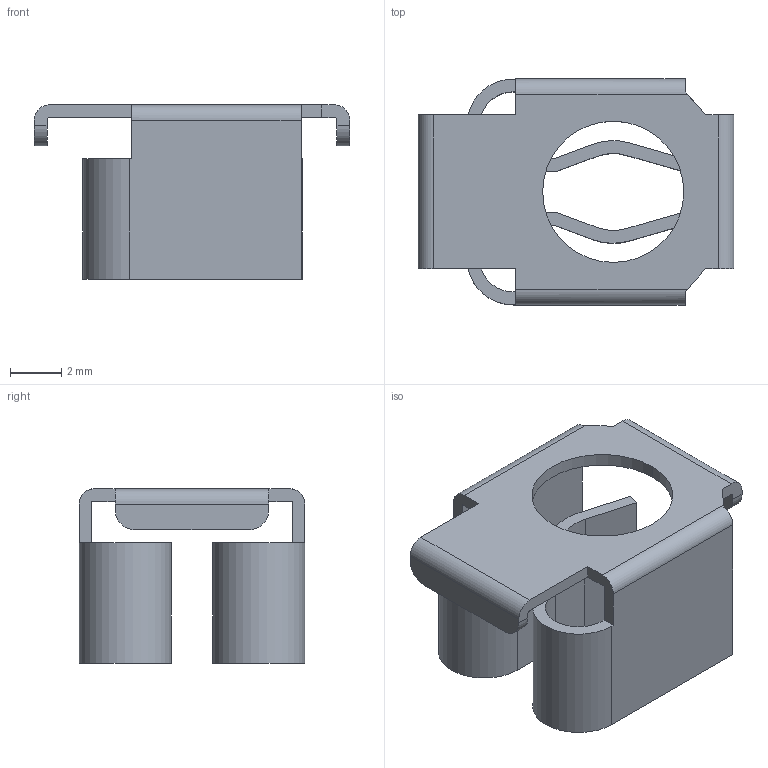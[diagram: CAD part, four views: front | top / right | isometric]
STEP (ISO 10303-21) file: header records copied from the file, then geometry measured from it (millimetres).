
FILE_DESCRIPTION((''),'2;1');
FILE_NAME('PFW14-B-09','2021-04-21T15:09:48',('liqilin'),(''),'CREO PARAMETRIC BY PTC INC, 2018050','CREO PARAMETRIC BY PTC INC, 2018050','');
FILE_SCHEMA(('CONFIG_CONTROL_DESIGN'));
Length unit declared in the file: millimetre
Products named in the file (1): PFW14-B-09
Bounding box: 12.3 x 8.8 x 6.8 mm (x, y, z)
Volume: 136.3 mm3; surface area: 612.4 mm2
Topology: 1 solids, 1 shells, 60 faces, 172 edges, 114 vertices
Faces by surface type: plane 40, cylinder 20
Entity records: 2003 total; most frequent: CARTESIAN_POINT 351, ORIENTED_EDGE 344, DIRECTION 330, EDGE_CURVE 172, VECTOR 130, LINE 130, VERTEX_POINT 114, AXIS2_PLACEMENT_3D 100
